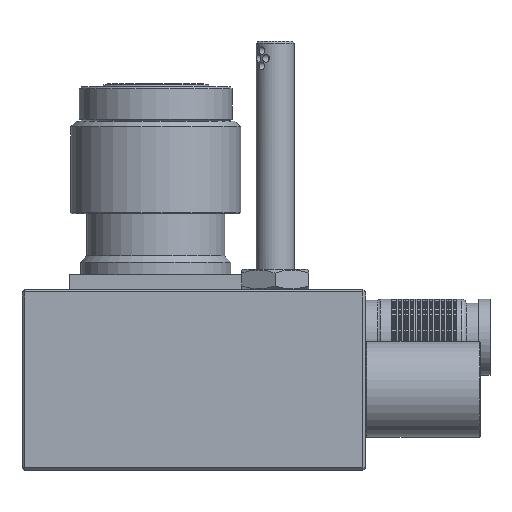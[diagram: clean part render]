
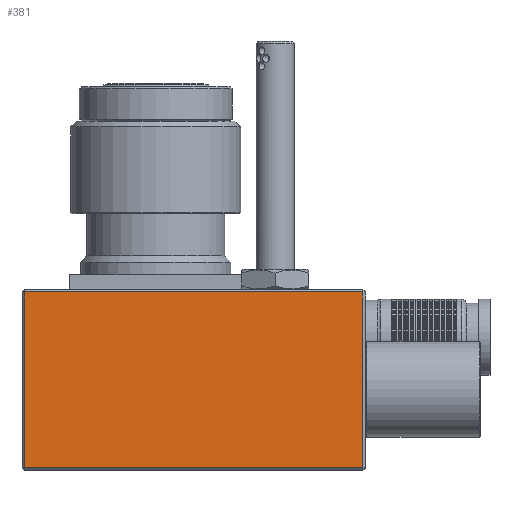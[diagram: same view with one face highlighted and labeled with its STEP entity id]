
A CAD part, top view. The second image highlights one B-rep face of the part: STEP entity #381.
In plain terms, the highlighted planar face has unit normal (0, 0, 1).
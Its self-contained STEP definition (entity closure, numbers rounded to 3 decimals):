
#229 = ORIENTED_EDGE ( 'NONE', *, *, #4573, .T. ) ;
#306 = DIRECTION ( 'NONE',  ( 0., 0., -1. ) ) ;
#345 = EDGE_CURVE ( 'NONE', #4685, #3686, #2557, .T. ) ;
#352 = CARTESIAN_POINT ( 'NONE',  ( 17.7, 19., 9. ) ) ;
#381 = ADVANCED_FACE ( 'NONE', ( #5025 ), #2806, .F. ) ;
#663 = VECTOR ( 'NONE', #3649, 1000. ) ;
#1520 = DIRECTION ( 'NONE',  ( -1., 0., 0. ) ) ;
#1635 = EDGE_CURVE ( 'NONE', #5502, #4197, #1967, .T. ) ;
#1916 = CARTESIAN_POINT ( 'NONE',  ( -18., 18.7, 9. ) ) ;
#1967 = LINE ( 'NONE', #3702, #5240 ) ;
#2005 = CARTESIAN_POINT ( 'NONE',  ( -18., 19., 9. ) ) ;
#2107 = LINE ( 'NONE', #5243, #3768 ) ;
#2185 = AXIS2_PLACEMENT_3D ( 'NONE', #2005, #306, #1520 ) ;
#2329 = CARTESIAN_POINT ( 'NONE',  ( 17.7, 0.3, 9. ) ) ;
#2355 = EDGE_CURVE ( 'NONE', #3686, #5502, #5394, .T. ) ;
#2387 = CARTESIAN_POINT ( 'NONE',  ( 17.7, 18.7, 9. ) ) ;
#2557 = LINE ( 'NONE', #352, #3277 ) ;
#2639 = DIRECTION ( 'NONE',  ( 0., 1., 0. ) ) ;
#2716 = EDGE_LOOP ( 'NONE', ( #2804, #3264, #5475, #229 ) ) ;
#2804 = ORIENTED_EDGE ( 'NONE', *, *, #345, .T. ) ;
#2806 = PLANE ( 'NONE',  #2185 ) ;
#3002 = CARTESIAN_POINT ( 'NONE',  ( -17.7, 0.3, 9. ) ) ;
#3264 = ORIENTED_EDGE ( 'NONE', *, *, #2355, .T. ) ;
#3277 = VECTOR ( 'NONE', #2639, 1000. ) ;
#3649 = DIRECTION ( 'NONE',  ( -1., 0., 0. ) ) ;
#3686 = VERTEX_POINT ( 'NONE', #2387 ) ;
#3702 = CARTESIAN_POINT ( 'NONE',  ( -17.7, 19., 9. ) ) ;
#3768 = VECTOR ( 'NONE', #4308, 1000. ) ;
#4197 = VERTEX_POINT ( 'NONE', #3002 ) ;
#4270 = CARTESIAN_POINT ( 'NONE',  ( -17.7, 18.7, 9. ) ) ;
#4308 = DIRECTION ( 'NONE',  ( 1., 0., 0. ) ) ;
#4540 = DIRECTION ( 'NONE',  ( 0., -1., 0. ) ) ;
#4573 = EDGE_CURVE ( 'NONE', #4197, #4685, #2107, .T. ) ;
#4685 = VERTEX_POINT ( 'NONE', #2329 ) ;
#5025 = FACE_OUTER_BOUND ( 'NONE', #2716, .T. ) ;
#5240 = VECTOR ( 'NONE', #4540, 1000. ) ;
#5243 = CARTESIAN_POINT ( 'NONE',  ( 18., 0.3, 9. ) ) ;
#5394 = LINE ( 'NONE', #1916, #663 ) ;
#5475 = ORIENTED_EDGE ( 'NONE', *, *, #1635, .T. ) ;
#5502 = VERTEX_POINT ( 'NONE', #4270 ) ;
